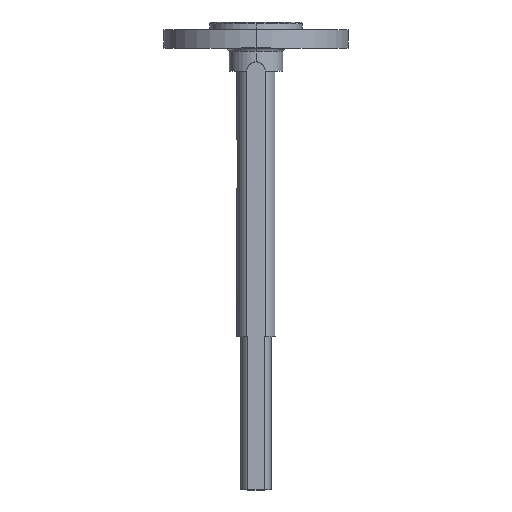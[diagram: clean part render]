
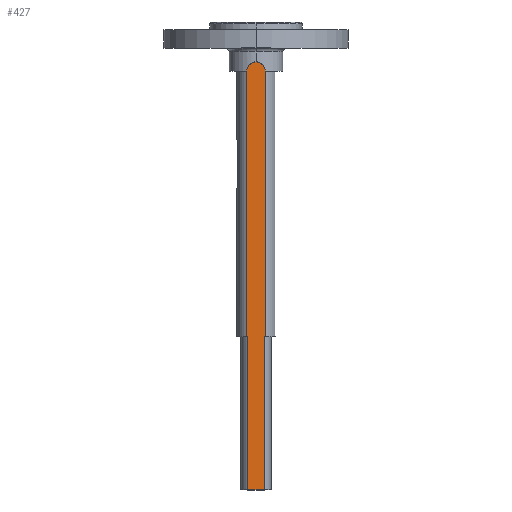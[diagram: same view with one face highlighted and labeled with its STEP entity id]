
A CAD part, top view. The second image highlights one B-rep face of the part: STEP entity #427.
In plain terms, the highlighted planar face has unit normal (0, 0, 1).
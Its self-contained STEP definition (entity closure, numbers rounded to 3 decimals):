
#19 = ORIENTED_EDGE ( 'NONE', *, *, #1166, .T. ) ;
#35 = LINE ( 'NONE', #327, #648 ) ;
#53 = EDGE_CURVE ( 'NONE', #1711, #1590, #450, .T. ) ;
#107 = CARTESIAN_POINT ( 'NONE',  ( -6., 0., 8.5 ) ) ;
#206 = CARTESIAN_POINT ( 'NONE',  ( -6., 273., 8.5 ) ) ;
#213 = EDGE_CURVE ( 'NONE', #622, #1857, #35, .T. ) ;
#230 = VECTOR ( 'NONE', #1834, 1000. ) ;
#234 = VECTOR ( 'NONE', #1591, 1000. ) ;
#237 = ORIENTED_EDGE ( 'NONE', *, *, #1136, .F. ) ;
#259 = CARTESIAN_POINT ( 'NONE',  ( 6., 273., 8.5 ) ) ;
#267 = AXIS2_PLACEMENT_3D ( 'NONE', #874, #1620, #269 ) ;
#269 = DIRECTION ( 'NONE',  ( 1., 0., 0. ) ) ;
#270 = LINE ( 'NONE', #1587, #1713 ) ;
#282 = DIRECTION ( 'NONE',  ( -1., 0., 0. ) ) ;
#319 = VERTEX_POINT ( 'NONE', #1861 ) ;
#327 = CARTESIAN_POINT ( 'NONE',  ( 5.268, 100., 8.5 ) ) ;
#372 = ORIENTED_EDGE ( 'NONE', *, *, #1396, .F. ) ;
#425 = CARTESIAN_POINT ( 'NONE',  ( -6., 0., 8.5 ) ) ;
#427 = ADVANCED_FACE ( 'NONE', ( #1330 ), #1772, .F. ) ;
#450 = LINE ( 'NONE', #1189, #958 ) ;
#458 = CARTESIAN_POINT ( 'NONE',  ( 0., 273., 8.5 ) ) ;
#582 = EDGE_LOOP ( 'NONE', ( #1408, #237, #920, #1737, #922, #19, #1094, #372 ) ) ;
#622 = VERTEX_POINT ( 'NONE', #915 ) ;
#648 = VECTOR ( 'NONE', #1088, 1000. ) ;
#655 = LINE ( 'NONE', #1845, #230 ) ;
#673 = VECTOR ( 'NONE', #1829, 1000. ) ;
#746 = DIRECTION ( 'NONE',  ( 0., 0., -1. ) ) ;
#844 = VECTOR ( 'NONE', #1361, 1000. ) ;
#874 = CARTESIAN_POINT ( 'NONE',  ( 0., 273., 8.5 ) ) ;
#904 = CIRCLE ( 'NONE', #1415, 6. ) ;
#912 = EDGE_CURVE ( 'NONE', #319, #1812, #655, .T. ) ;
#915 = CARTESIAN_POINT ( 'NONE',  ( 5.268, 100., 8.5 ) ) ;
#920 = ORIENTED_EDGE ( 'NONE', *, *, #1886, .T. ) ;
#922 = ORIENTED_EDGE ( 'NONE', *, *, #912, .F. ) ;
#943 = LINE ( 'NONE', #1795, #673 ) ;
#958 = VECTOR ( 'NONE', #1505, 1000. ) ;
#964 = LINE ( 'NONE', #107, #234 ) ;
#1067 = CARTESIAN_POINT ( 'NONE',  ( 5.268, 0., 8.5 ) ) ;
#1088 = DIRECTION ( 'NONE',  ( 0., -1., 0. ) ) ;
#1094 = ORIENTED_EDGE ( 'NONE', *, *, #213, .F. ) ;
#1136 = EDGE_CURVE ( 'NONE', #1566, #1590, #904, .T. ) ;
#1157 = CARTESIAN_POINT ( 'NONE',  ( 6., 100., 8.5 ) ) ;
#1166 = EDGE_CURVE ( 'NONE', #319, #1857, #1939, .T. ) ;
#1189 = CARTESIAN_POINT ( 'NONE',  ( 6., 0., 8.5 ) ) ;
#1330 = FACE_OUTER_BOUND ( 'NONE', #582, .T. ) ;
#1361 = DIRECTION ( 'NONE',  ( 1., 0., 0. ) ) ;
#1396 = EDGE_CURVE ( 'NONE', #1711, #622, #270, .T. ) ;
#1408 = ORIENTED_EDGE ( 'NONE', *, *, #53, .T. ) ;
#1415 = AXIS2_PLACEMENT_3D ( 'NONE', #458, #746, #282 ) ;
#1505 = DIRECTION ( 'NONE',  ( 0., 1., 0. ) ) ;
#1550 = CARTESIAN_POINT ( 'NONE',  ( -6., 100., 8.5 ) ) ;
#1566 = VERTEX_POINT ( 'NONE', #206 ) ;
#1587 = CARTESIAN_POINT ( 'NONE',  ( 0., 100., 8.5 ) ) ;
#1590 = VERTEX_POINT ( 'NONE', #259 ) ;
#1591 = DIRECTION ( 'NONE',  ( 0., -1., 0. ) ) ;
#1620 = DIRECTION ( 'NONE',  ( 0., 0., -1. ) ) ;
#1711 = VERTEX_POINT ( 'NONE', #1157 ) ;
#1713 = VECTOR ( 'NONE', #1719, 1000. ) ;
#1719 = DIRECTION ( 'NONE',  ( -1., 0., 0. ) ) ;
#1737 = ORIENTED_EDGE ( 'NONE', *, *, #1811, .F. ) ;
#1772 = PLANE ( 'NONE',  #267 ) ;
#1777 = VERTEX_POINT ( 'NONE', #1550 ) ;
#1795 = CARTESIAN_POINT ( 'NONE',  ( 0., 100., 8.5 ) ) ;
#1811 = EDGE_CURVE ( 'NONE', #1812, #1777, #943, .T. ) ;
#1812 = VERTEX_POINT ( 'NONE', #1837 ) ;
#1829 = DIRECTION ( 'NONE',  ( -1., 0., 0. ) ) ;
#1834 = DIRECTION ( 'NONE',  ( 0., 1., 0. ) ) ;
#1837 = CARTESIAN_POINT ( 'NONE',  ( -5.268, 100., 8.5 ) ) ;
#1845 = CARTESIAN_POINT ( 'NONE',  ( -5.268, 100., 8.5 ) ) ;
#1857 = VERTEX_POINT ( 'NONE', #1067 ) ;
#1861 = CARTESIAN_POINT ( 'NONE',  ( -5.268, 0., 8.5 ) ) ;
#1886 = EDGE_CURVE ( 'NONE', #1566, #1777, #964, .T. ) ;
#1939 = LINE ( 'NONE', #425, #844 ) ;
